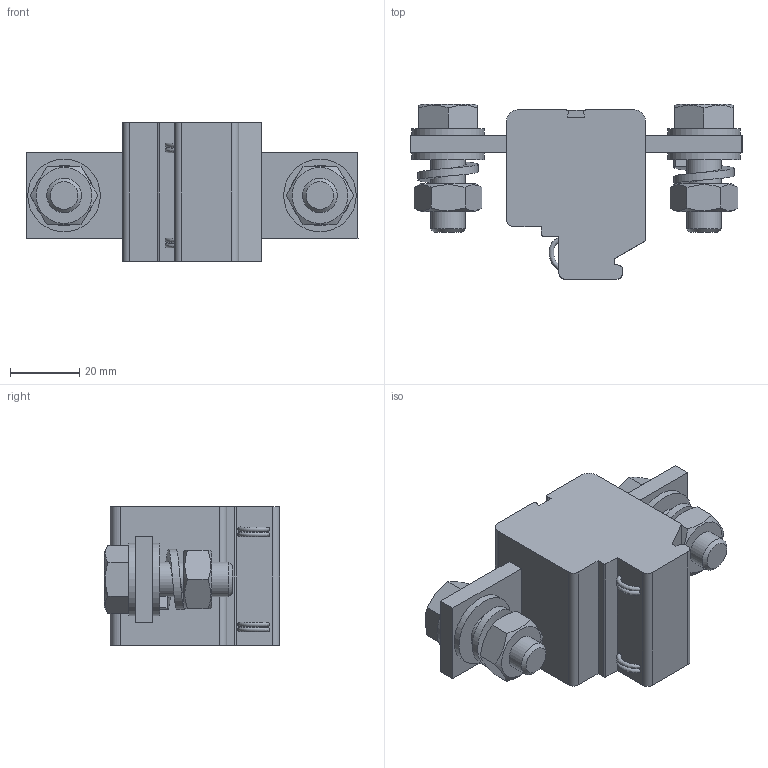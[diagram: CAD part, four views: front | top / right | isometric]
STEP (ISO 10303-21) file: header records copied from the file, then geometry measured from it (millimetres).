
FILE_DESCRIPTION(/* description */ ('Unknown'),/* implementation_level */ '2;1');
FILE_NAME(/* name */ 'CBT250T_3D_SOLID',/* time_stamp */ '2024-12-28T11:40:42+05:00',/* author */ ('Unknown'),/* organization */ ('Unknown'),/* preprocessor_version */ 'ST-DEVELOPER v16.7',/* originating_system */ 'Solid Edge',/* authorisation */ 'Unknown');
FILE_SCHEMA (('AUTOMOTIVE_DESIGN {1 0 10303 214 3 1 1}'));
Length unit declared in the file: millimetre
Products named in the file (1): CBT250T_3D_SOLID
Bounding box: 96 x 50.64 x 40 mm (x, y, z)
Volume: 86289.2 mm3; surface area: 19739.1 mm2
Topology: 1 solids, 1 shells, 123 faces, 328 edges, 219 vertices
Faces by surface type: plane 82, cylinder 25, bspline 8, cone 8
Full cylindrical faces by diameter (mm): 10 x4, 11 x2, 21 x4
Entity records: 5971 total; most frequent: CARTESIAN_POINT 2265, ORIENTED_EDGE 586, DIRECTION 519, EDGE_CURVE 293, VERTEX_POINT 206, LINE 179, VECTOR 179, AXIS2_PLACEMENT_3D 170
